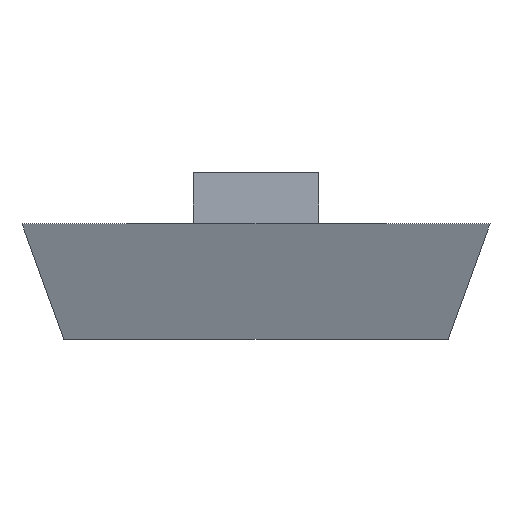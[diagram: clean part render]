
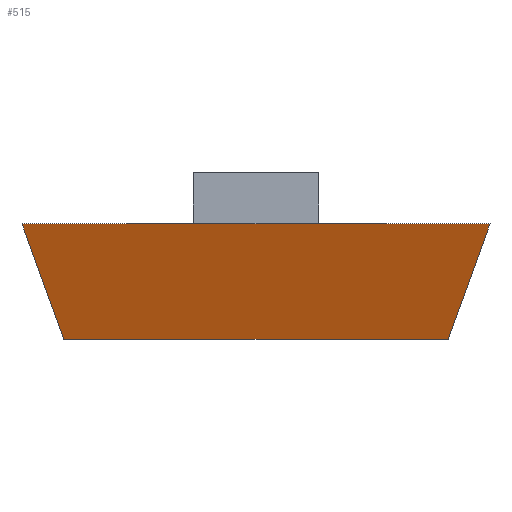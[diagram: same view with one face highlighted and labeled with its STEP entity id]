
A CAD part, front view. The second image highlights one B-rep face of the part: STEP entity #515.
In plain terms, the highlighted planar face has unit normal (0, -0.94, -0.342).
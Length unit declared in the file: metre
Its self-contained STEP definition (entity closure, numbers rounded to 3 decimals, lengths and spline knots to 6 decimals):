
#20=ORIENTED_EDGE('',*,*,#163,.T.);
#21=ORIENTED_EDGE('',*,*,#164,.F.);
#22=ORIENTED_EDGE('',*,*,#165,.F.);
#23=ORIENTED_EDGE('',*,*,#161,.T.);
#161=EDGE_CURVE('',#233,#232,#281,.T.);
#163=EDGE_CURVE('',#232,#234,#283,.F.);
#164=EDGE_CURVE('',#235,#234,#284,.F.);
#165=EDGE_CURVE('',#233,#235,#285,.F.);
#232=VERTEX_POINT('',#728);
#233=VERTEX_POINT('',#730);
#234=VERTEX_POINT('',#734);
#235=VERTEX_POINT('',#736);
#281=LINE('',#729,#353);
#283=LINE('',#733,#355);
#284=LINE('',#735,#356);
#285=LINE('',#737,#357);
#353=VECTOR('',#595,1.);
#355=VECTOR('',#599,1.);
#356=VECTOR('',#600,1.);
#357=VECTOR('',#601,1.);
#422=EDGE_LOOP('',(#20,#21,#22,#23));
#454=FACE_BOUND('',#422,.T.);
#486=PLANE('',#557);
#515=ADVANCED_FACE('',(#454),#486,.T.);
#557=AXIS2_PLACEMENT_3D('',#732,#597,#598);
#595=DIRECTION('',(0.324,0.324,-0.889));
#597=DIRECTION('',(0.,-0.94,-0.342));
#598=DIRECTION('',(0.,0.342,-0.94));
#599=DIRECTION('',(-1.,0.,0.));
#600=DIRECTION('',(0.324,-0.324,0.889));
#601=DIRECTION('',(-1.,0.,0.));
#728=CARTESIAN_POINT('',(-0.0075,-0.02505,0.));
#729=CARTESIAN_POINT('',(-0.006715,-0.024265,-0.002158));
#730=CARTESIAN_POINT('',(-0.009138,-0.026688,0.0045));
#732=CARTESIAN_POINT('',(0.,-0.02505,0.));
#733=CARTESIAN_POINT('',(0.,-0.02505,0.));
#734=CARTESIAN_POINT('',(0.0075,-0.02505,0.));
#735=CARTESIAN_POINT('',(0.006715,-0.024265,-0.002158));
#736=CARTESIAN_POINT('',(0.009138,-0.026688,0.0045));
#737=CARTESIAN_POINT('',(0.,-0.026688,0.0045));
